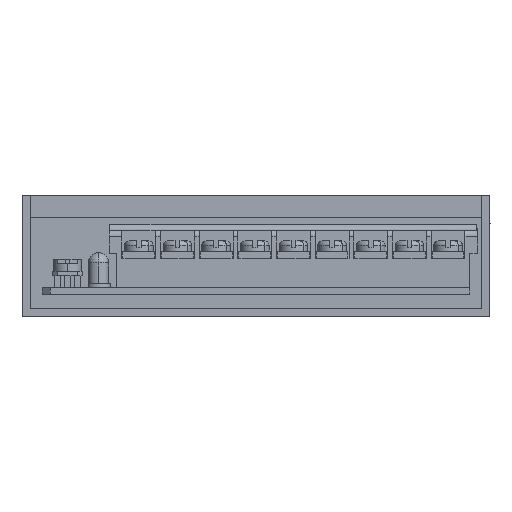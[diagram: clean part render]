
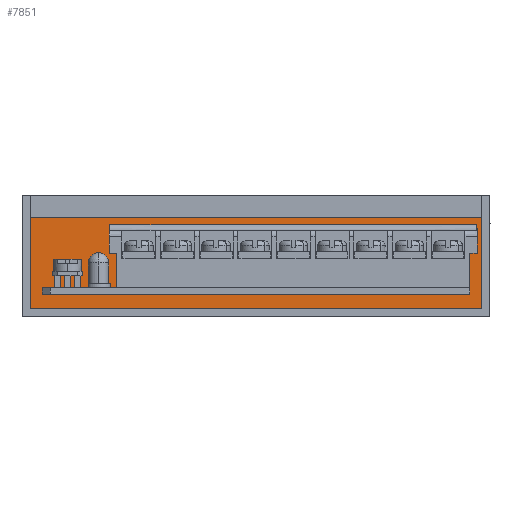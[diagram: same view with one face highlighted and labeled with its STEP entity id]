
A CAD part, front view. The second image highlights one B-rep face of the part: STEP entity #7851.
In plain terms, the highlighted planar face has unit normal (0, -1, 0).
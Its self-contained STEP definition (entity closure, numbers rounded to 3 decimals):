
#7835=AXIS2_PLACEMENT_3D('Plane Axis2P3D',#7832,#7833,#7834) ;
#1395=CARTESIAN_POINT('Vertex',(0.,18.6,0.)) ;
#1398=CARTESIAN_POINT('Line Origine',(0.,18.6,10.4)) ;
#1402=CARTESIAN_POINT('Vertex',(0.,18.6,20.8)) ;
#1673=CARTESIAN_POINT('Line Origine',(2.,18.6,22.55)) ;
#1677=CARTESIAN_POINT('Vertex',(2.,18.6,24.3)) ;
#1679=CARTESIAN_POINT('Vertex',(2.,18.6,20.8)) ;
#1819=CARTESIAN_POINT('Vertex',(113.,18.6,24.3)) ;
#1822=CARTESIAN_POINT('Line Origine',(113.,18.6,22.55)) ;
#1826=CARTESIAN_POINT('Vertex',(113.,18.6,20.8)) ;
#4705=CARTESIAN_POINT('Line Origine',(111.575,18.6,0.)) ;
#4709=CARTESIAN_POINT('Vertex',(110.15,18.6,0.)) ;
#4711=CARTESIAN_POINT('Vertex',(113.,18.6,0.)) ;
#4831=CARTESIAN_POINT('Vertex',(4.85,18.6,0.)) ;
#4834=CARTESIAN_POINT('Line Origine',(2.425,18.6,0.)) ;
#5139=CARTESIAN_POINT('Line Origine',(1.61,18.6,20.8)) ;
#5747=CARTESIAN_POINT('Vertex',(110.15,18.6,2.)) ;
#5750=CARTESIAN_POINT('Line Origine',(57.5,18.6,2.)) ;
#5754=CARTESIAN_POINT('Vertex',(4.85,18.6,2.)) ;
#5882=CARTESIAN_POINT('Line Origine',(57.5,18.6,24.3)) ;
#6593=CARTESIAN_POINT('Line Origine',(113.,18.6,11.4)) ;
#6597=CARTESIAN_POINT('Vertex',(113.,18.6,2.)) ;
#6600=CARTESIAN_POINT('Line Origine',(113.,18.6,1.)) ;
#7492=CARTESIAN_POINT('Line Origine',(4.85,18.6,1.61)) ;
#7669=CARTESIAN_POINT('Line Origine',(110.15,18.6,1.61)) ;
#7832=CARTESIAN_POINT('Axis2P3D Location',(0.,18.6,0.)) ;
#1399=DIRECTION('Vector Direction',(0.,0.,1.)) ;
#1674=DIRECTION('Vector Direction',(0.,0.,-1.)) ;
#1823=DIRECTION('Vector Direction',(0.,0.,-1.)) ;
#4706=DIRECTION('Vector Direction',(1.,0.,0.)) ;
#4835=DIRECTION('Vector Direction',(1.,0.,0.)) ;
#5140=DIRECTION('Vector Direction',(-1.,0.,0.)) ;
#5751=DIRECTION('Vector Direction',(1.,0.,0.)) ;
#5883=DIRECTION('Vector Direction',(1.,0.,0.)) ;
#6594=DIRECTION('Vector Direction',(0.,0.,-1.)) ;
#6601=DIRECTION('Vector Direction',(0.,0.,1.)) ;
#7493=DIRECTION('Vector Direction',(0.,0.,-1.)) ;
#7670=DIRECTION('Vector Direction',(0.,0.,-1.)) ;
#7833=DIRECTION('Axis2P3D Direction',(0.,1.,0.)) ;
#7834=DIRECTION('Axis2P3D XDirection',(0.,0.,1.)) ;
#1400=VECTOR('Line Direction',#1399,1.) ;
#1675=VECTOR('Line Direction',#1674,1.) ;
#1824=VECTOR('Line Direction',#1823,1.) ;
#4707=VECTOR('Line Direction',#4706,1.) ;
#4836=VECTOR('Line Direction',#4835,1.) ;
#5141=VECTOR('Line Direction',#5140,1.) ;
#5752=VECTOR('Line Direction',#5751,1.) ;
#5884=VECTOR('Line Direction',#5883,1.) ;
#6595=VECTOR('Line Direction',#6594,1.) ;
#6602=VECTOR('Line Direction',#6601,1.) ;
#7494=VECTOR('Line Direction',#7493,1.) ;
#7671=VECTOR('Line Direction',#7670,1.) ;
#7838=ORIENTED_EDGE('',*,*,#1404,.T.) ;
#7839=ORIENTED_EDGE('',*,*,#4838,.T.) ;
#7840=ORIENTED_EDGE('',*,*,#7496,.T.) ;
#7841=ORIENTED_EDGE('',*,*,#5756,.T.) ;
#7842=ORIENTED_EDGE('',*,*,#7673,.F.) ;
#7843=ORIENTED_EDGE('',*,*,#4713,.T.) ;
#7844=ORIENTED_EDGE('',*,*,#6604,.T.) ;
#7845=ORIENTED_EDGE('',*,*,#6599,.F.) ;
#7846=ORIENTED_EDGE('',*,*,#1828,.F.) ;
#7847=ORIENTED_EDGE('',*,*,#5886,.F.) ;
#7848=ORIENTED_EDGE('',*,*,#1681,.T.) ;
#7849=ORIENTED_EDGE('',*,*,#5143,.F.) ;
#7851=ADVANCED_FACE('GEHAEUSE',(#7850),#7836,.F.) ;
#1404=EDGE_CURVE('',#1403,#1396,#1401,.F.) ;
#1681=EDGE_CURVE('',#1678,#1680,#1676,.T.) ;
#1828=EDGE_CURVE('',#1820,#1827,#1825,.T.) ;
#4713=EDGE_CURVE('',#4710,#4712,#4708,.T.) ;
#4838=EDGE_CURVE('',#1396,#4832,#4837,.T.) ;
#5143=EDGE_CURVE('',#1403,#1680,#5142,.F.) ;
#5756=EDGE_CURVE('',#5755,#5748,#5753,.T.) ;
#5886=EDGE_CURVE('',#1678,#1820,#5885,.T.) ;
#6599=EDGE_CURVE('',#1827,#6598,#6596,.T.) ;
#6604=EDGE_CURVE('',#4712,#6598,#6603,.T.) ;
#7496=EDGE_CURVE('',#4832,#5755,#7495,.F.) ;
#7673=EDGE_CURVE('',#4710,#5748,#7672,.F.) ;
#7837=EDGE_LOOP('',(#7838,#7839,#7840,#7841,#7842,#7843,#7844,#7845,#7846,#7847,#7848,#7849)) ;
#7850=FACE_OUTER_BOUND('',#7837,.T.) ;
#1401=LINE('Line',#1398,#1400) ;
#1676=LINE('Line',#1673,#1675) ;
#1825=LINE('Line',#1822,#1824) ;
#4708=LINE('Line',#4705,#4707) ;
#4837=LINE('Line',#4834,#4836) ;
#5142=LINE('Line',#5139,#5141) ;
#5753=LINE('Line',#5750,#5752) ;
#5885=LINE('Line',#5882,#5884) ;
#6596=LINE('Line',#6593,#6595) ;
#6603=LINE('Line',#6600,#6602) ;
#7495=LINE('Line',#7492,#7494) ;
#7672=LINE('Line',#7669,#7671) ;
#7836=PLANE('',#7835) ;
#1396=VERTEX_POINT('',#1395) ;
#1403=VERTEX_POINT('',#1402) ;
#1678=VERTEX_POINT('',#1677) ;
#1680=VERTEX_POINT('',#1679) ;
#1820=VERTEX_POINT('',#1819) ;
#1827=VERTEX_POINT('',#1826) ;
#4710=VERTEX_POINT('',#4709) ;
#4712=VERTEX_POINT('',#4711) ;
#4832=VERTEX_POINT('',#4831) ;
#5748=VERTEX_POINT('',#5747) ;
#5755=VERTEX_POINT('',#5754) ;
#6598=VERTEX_POINT('',#6597) ;
